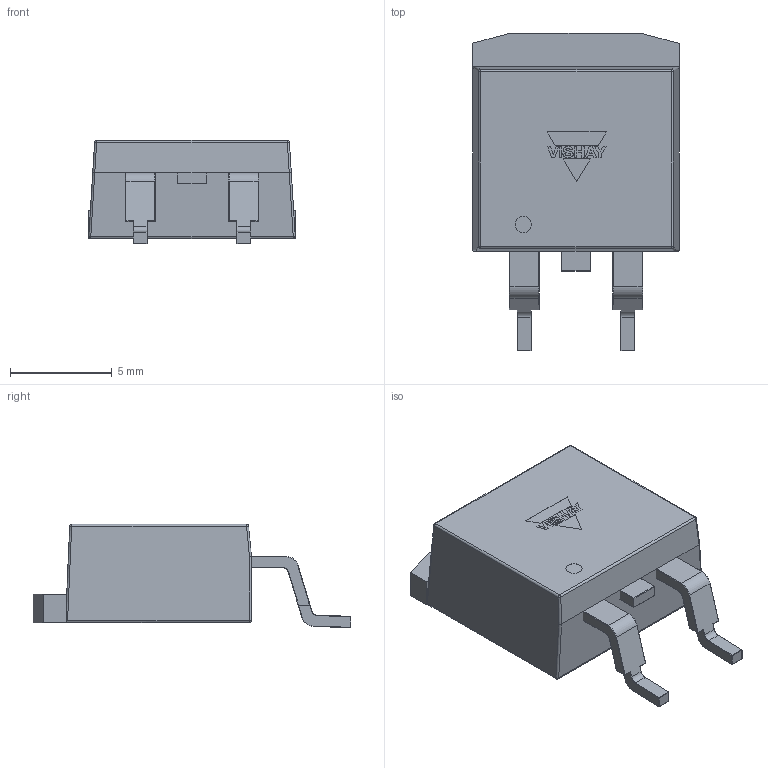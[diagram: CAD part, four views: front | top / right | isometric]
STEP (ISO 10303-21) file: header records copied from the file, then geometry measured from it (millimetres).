
FILE_DESCRIPTION(/* description */ (''),/* implementation_level */ '2;1');
FILE_NAME(/* name */ 'V20DM45C-M3.stp',/* time_stamp */ '2023-03-25T19:14:21+02:00',/* author */ ('AbuBakr'),/* organization */ (''),/* preprocessor_version */ 'ST-DEVELOPER v17',/* originating_system */ 'Autodesk Inventor 2019',/* authorisation */ '');
FILE_SCHEMA (('AUTOMOTIVE_DESIGN { 1 0 10303 214 3 1 1 }'));
Length unit declared in the file: millimetre
Products named in the file (6): V20DM45C-M3; 1; 2; Vishay; Pin1_Dot; EP
Assembly tree (5 placements, depth 2):
  V20DM45C-M3
    1
    2
    Vishay
    Pin1_Dot
    EP
Bounding box: 10.16 x 15.62 x 5.08 mm (x, y, z)
Volume: 462.4 mm3; surface area: 621.6 mm2
Topology: 14 solids, 14 shells, 307 faces, 693 edges, 410 vertices
Faces by surface type: plane 147, cylinder 94, sphere 38, torus 16, bspline 12
Full cylindrical faces by diameter (mm): 0.8 x1
Entity records: 8778 total; most frequent: CARTESIAN_POINT 1574, DIRECTION 1485, ORIENTED_EDGE 1378, EDGE_CURVE 689, AXIS2_PLACEMENT_3D 513, LINE 459, VECTOR 459, VERTEX_POINT 410
